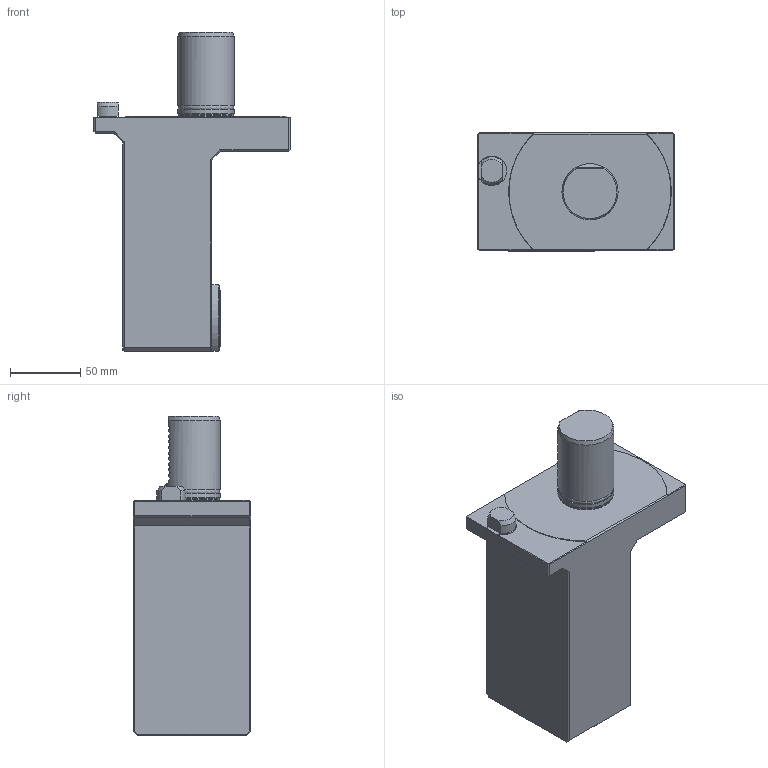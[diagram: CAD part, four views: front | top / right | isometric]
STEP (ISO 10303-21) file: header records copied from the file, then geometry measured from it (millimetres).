
FILE_DESCRIPTION(/* description */ ('Unknown'),/* implementation_level */ '2;1');
FILE_NAME(/* name */ 'C4-TLI-MZ40X_aenderung_SIM',/* time_stamp */ '2023-04-24T12:31:40+02:00',/* author */ ('WTO KS'),/* organization */ ('WTO'),/* preprocessor_version */ 'ST-DEVELOPER v16.7',/* originating_system */ 'DEX',/* authorisation */ $);
FILE_SCHEMA (('AUTOMOTIVE_DESIGN {1 0 10303 214 3 1 1}'));
Length unit declared in the file: millimetre
Products named in the file (1): 343-830111C1514-LC-STEP
Bounding box: 140 x 84 x 228 mm (x, y, z)
Volume: 1112194.9 mm3; surface area: 92052.5 mm2
Topology: 2 solids, 2 shells, 135 faces, 336 edges, 217 vertices
Faces by surface type: plane 102, cylinder 18, cone 5, sphere 4, bspline 3, torus 3
Full cylindrical faces by diameter (mm): 2.5 x1, 4.495 x4, 11.988 x1, 36.5 x1, 39 x1, 39.96 x1, 40 x2
Entity records: 4365 total; most frequent: CARTESIAN_POINT 1208, DIRECTION 655, ORIENTED_EDGE 606, EDGE_CURVE 303, AXIS2_PLACEMENT_3D 238, VERTEX_POINT 206, LINE 179, VECTOR 179
